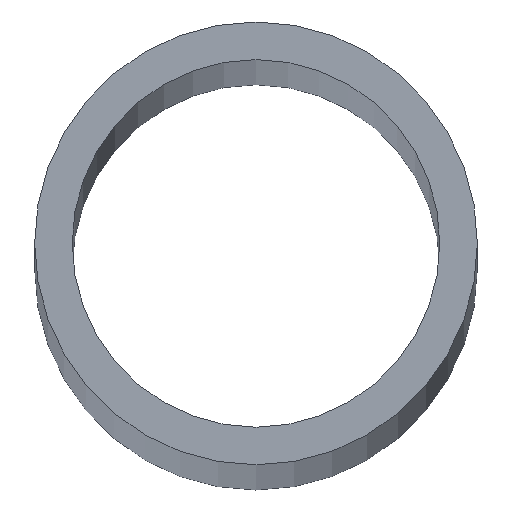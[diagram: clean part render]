
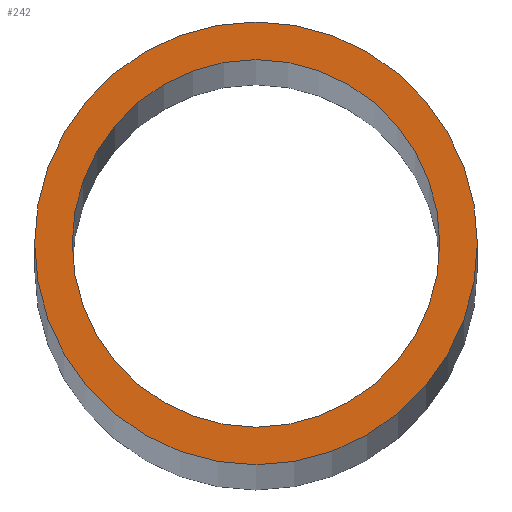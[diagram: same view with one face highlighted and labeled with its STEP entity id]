
A CAD part, top view. The second image highlights one B-rep face of the part: STEP entity #242.
In plain terms, the highlighted planar face has unit normal (0, 0, 1).
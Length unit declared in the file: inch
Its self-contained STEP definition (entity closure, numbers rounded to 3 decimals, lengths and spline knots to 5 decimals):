
#5 = DIRECTION ( 'NONE',  ( 0., 0., 1. ) ) ;
#6 = AXIS2_PLACEMENT_3D ( 'NONE', #240, #65, #13 ) ;
#10 = AXIS2_PLACEMENT_3D ( 'NONE', #148, #218, #58 ) ;
#13 = DIRECTION ( 'NONE',  ( 1., 0., 0. ) ) ;
#14 = EDGE_CURVE ( 'NONE', #135, #80, #66, .T. ) ;
#18 = ORIENTED_EDGE ( 'NONE', *, *, #177, .F. ) ;
#22 = EDGE_LOOP ( 'NONE', ( #216, #18 ) ) ;
#29 = DIRECTION ( 'NONE',  ( 1., 0., 0. ) ) ;
#39 = AXIS2_PLACEMENT_3D ( 'NONE', #103, #63, #29 ) ;
#58 = DIRECTION ( 'NONE',  ( 1., 0., 0. ) ) ;
#61 = EDGE_CURVE ( 'NONE', #80, #135, #195, .T. ) ;
#63 = DIRECTION ( 'NONE',  ( 0., 0., 1. ) ) ;
#65 = DIRECTION ( 'NONE',  ( 0., 0., 1. ) ) ;
#66 = CIRCLE ( 'NONE', #6, 3.31 ) ;
#74 = PLANE ( 'NONE',  #184 ) ;
#80 = VERTEX_POINT ( 'NONE', #185 ) ;
#91 = ORIENTED_EDGE ( 'NONE', *, *, #14, .T. ) ;
#93 = CARTESIAN_POINT ( 'NONE',  ( -2.748, 0., 216. ) ) ;
#103 = CARTESIAN_POINT ( 'NONE',  ( 0., 0., 216. ) ) ;
#112 = FACE_BOUND ( 'NONE', #22, .T. ) ;
#113 = CIRCLE ( 'NONE', #10, 2.748 ) ;
#120 = CIRCLE ( 'NONE', #209, 2.748 ) ;
#135 = VERTEX_POINT ( 'NONE', #190 ) ;
#148 = CARTESIAN_POINT ( 'NONE',  ( 0., 0., 216. ) ) ;
#167 = CARTESIAN_POINT ( 'NONE',  ( 0., 0., 216. ) ) ;
#177 = EDGE_CURVE ( 'NONE', #212, #223, #120, .T. ) ;
#184 = AXIS2_PLACEMENT_3D ( 'NONE', #217, #5, #194 ) ;
#185 = CARTESIAN_POINT ( 'NONE',  ( 3.31, 0., 216. ) ) ;
#189 = EDGE_LOOP ( 'NONE', ( #91, #197 ) ) ;
#190 = CARTESIAN_POINT ( 'NONE',  ( -3.31, 0., 216. ) ) ;
#192 = FACE_OUTER_BOUND ( 'NONE', #189, .T. ) ;
#194 = DIRECTION ( 'NONE',  ( 1., 0., 0. ) ) ;
#195 = CIRCLE ( 'NONE', #39, 3.31 ) ;
#197 = ORIENTED_EDGE ( 'NONE', *, *, #61, .T. ) ;
#209 = AXIS2_PLACEMENT_3D ( 'NONE', #167, #247, #229 ) ;
#212 = VERTEX_POINT ( 'NONE', #236 ) ;
#216 = ORIENTED_EDGE ( 'NONE', *, *, #237, .F. ) ;
#217 = CARTESIAN_POINT ( 'NONE',  ( 0., 0., 216. ) ) ;
#218 = DIRECTION ( 'NONE',  ( 0., 0., 1. ) ) ;
#223 = VERTEX_POINT ( 'NONE', #93 ) ;
#229 = DIRECTION ( 'NONE',  ( 1., 0., 0. ) ) ;
#236 = CARTESIAN_POINT ( 'NONE',  ( 2.748, 0., 216. ) ) ;
#237 = EDGE_CURVE ( 'NONE', #223, #212, #113, .T. ) ;
#240 = CARTESIAN_POINT ( 'NONE',  ( 0., 0., 216. ) ) ;
#242 = ADVANCED_FACE ( 'NONE', ( #192, #112 ), #74, .T. ) ;
#247 = DIRECTION ( 'NONE',  ( 0., 0., 1. ) ) ;
